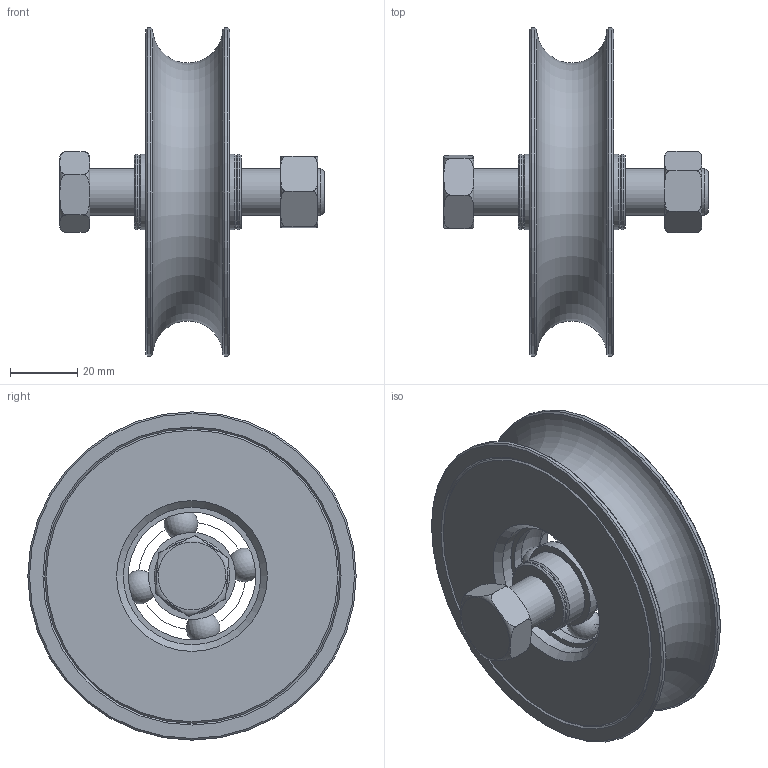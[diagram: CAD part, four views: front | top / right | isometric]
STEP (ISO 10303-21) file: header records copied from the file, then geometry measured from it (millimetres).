
FILE_DESCRIPTION(/* description */ (''),/* implementation_level */ '2;1');
FILE_NAME(/* name */ '20100R21.stp',/* time_stamp */ '2019-08-08T08:49:28+02:00',/* author */ ('DOMINIQUE'),/* organization */ (''),/* preprocessor_version */ 'ST-DEVELOPER v17.2',/* originating_system */ 'Autodesk Inventor 2019',/* authorisation */ '');
FILE_SCHEMA (('AUTOMOTIVE_DESIGN { 1 0 10303 214 3 1 1 }'));
Length unit declared in the file: millimetre
Products named in the file (1): 20100R21
Bounding box: 79 x 98 x 98 mm (x, y, z)
Volume: 131593.9 mm3; surface area: 44901.6 mm2
Topology: 8 solids, 8 shells, 108 faces, 268 edges, 181 vertices
Faces by surface type: plane 33, torus 31, cylinder 22, cone 18, sphere 4
Full cylindrical faces by diameter (mm): 11.835 x1, 14 x1, 14.5 x2, 17 x3, 22.5 x4, 26 x2, 38 x2, 41 x1, 47 x2, 47.4 x1, 52 x1, 98 x2
Entity records: 3973 total; most frequent: CARTESIAN_POINT 1078, DIRECTION 614, ORIENTED_EDGE 536, AXIS2_PLACEMENT_3D 275, EDGE_CURVE 268, VERTEX_POINT 197, CIRCLE 158, EDGE_LOOP 143
